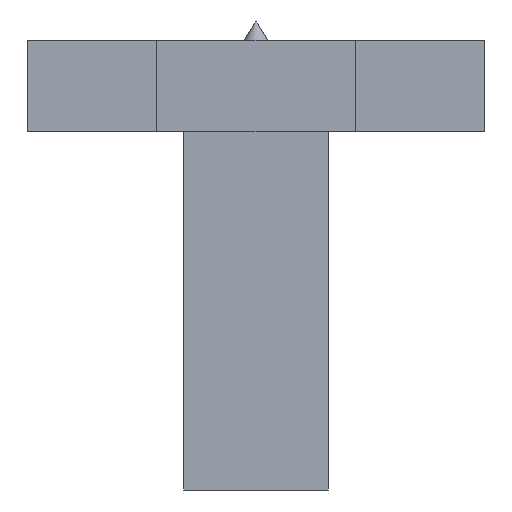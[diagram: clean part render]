
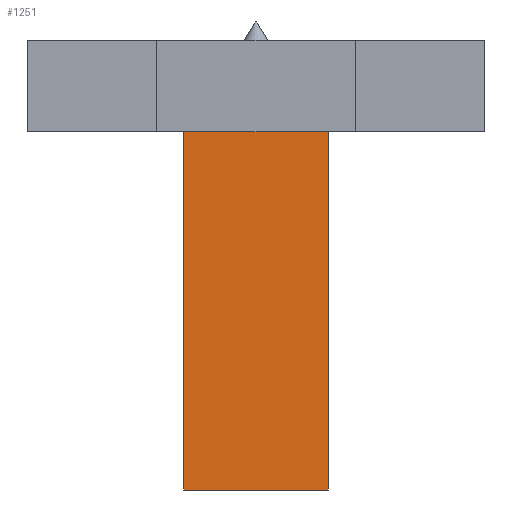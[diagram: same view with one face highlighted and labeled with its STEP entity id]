
A CAD part, front view. The second image highlights one B-rep face of the part: STEP entity #1251.
In plain terms, the highlighted planar face has unit normal (0, -1, 0).
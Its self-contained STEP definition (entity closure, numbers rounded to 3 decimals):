
#81 = CARTESIAN_POINT ( 'NONE',  ( -4.75, -79., -23.5 ) ) ;
#93 = VECTOR ( 'NONE', #1528, 1000. ) ;
#161 = VECTOR ( 'NONE', #2393, 1000. ) ;
#184 = VERTEX_POINT ( 'NONE', #301 ) ;
#216 = LINE ( 'NONE', #1721, #1264 ) ;
#231 = DIRECTION ( 'NONE',  ( -1., 0., 0. ) ) ;
#252 = DIRECTION ( 'NONE',  ( -1., 0., 0. ) ) ;
#253 = VERTEX_POINT ( 'NONE', #81 ) ;
#261 = EDGE_CURVE ( 'NONE', #184, #2265, #2665, .T. ) ;
#301 = CARTESIAN_POINT ( 'NONE',  ( 4.75, -79., -23.5 ) ) ;
#431 = AXIS2_PLACEMENT_3D ( 'NONE', #592, #825, #1227 ) ;
#592 = CARTESIAN_POINT ( 'NONE',  ( -4.75, -79., -23.5 ) ) ;
#825 = DIRECTION ( 'NONE',  ( 0., 1., 0. ) ) ;
#851 = EDGE_CURVE ( 'NONE', #184, #253, #216, .T. ) ;
#931 = CARTESIAN_POINT ( 'NONE',  ( 4.75, -79., -23.5 ) ) ;
#958 = CARTESIAN_POINT ( 'NONE',  ( 4.75, -79., 0. ) ) ;
#1078 = ORIENTED_EDGE ( 'NONE', *, *, #851, .F. ) ;
#1227 = DIRECTION ( 'NONE',  ( 0., 0., 1. ) ) ;
#1251 = ADVANCED_FACE ( 'NONE', ( #2546 ), #2733, .F. ) ;
#1264 = VECTOR ( 'NONE', #231, 1000. ) ;
#1433 = CARTESIAN_POINT ( 'NONE',  ( -4.75, -79., 0. ) ) ;
#1496 = ORIENTED_EDGE ( 'NONE', *, *, #261, .T. ) ;
#1501 = VECTOR ( 'NONE', #252, 1000. ) ;
#1528 = DIRECTION ( 'NONE',  ( 0., 0., 1. ) ) ;
#1604 = ORIENTED_EDGE ( 'NONE', *, *, #1746, .T. ) ;
#1689 = EDGE_LOOP ( 'NONE', ( #1604, #2649, #1078, #1496 ) ) ;
#1714 = EDGE_CURVE ( 'NONE', #253, #2054, #2168, .T. ) ;
#1718 = LINE ( 'NONE', #1761, #1501 ) ;
#1721 = CARTESIAN_POINT ( 'NONE',  ( -4.75, -79., -23.5 ) ) ;
#1746 = EDGE_CURVE ( 'NONE', #2265, #2054, #1718, .T. ) ;
#1761 = CARTESIAN_POINT ( 'NONE',  ( -4.75, -79., 0. ) ) ;
#2054 = VERTEX_POINT ( 'NONE', #1433 ) ;
#2168 = LINE ( 'NONE', #2398, #93 ) ;
#2265 = VERTEX_POINT ( 'NONE', #958 ) ;
#2393 = DIRECTION ( 'NONE',  ( 0., 0., 1. ) ) ;
#2398 = CARTESIAN_POINT ( 'NONE',  ( -4.75, -79., -23.5 ) ) ;
#2546 = FACE_OUTER_BOUND ( 'NONE', #1689, .T. ) ;
#2649 = ORIENTED_EDGE ( 'NONE', *, *, #1714, .F. ) ;
#2665 = LINE ( 'NONE', #931, #161 ) ;
#2733 = PLANE ( 'NONE',  #431 ) ;
